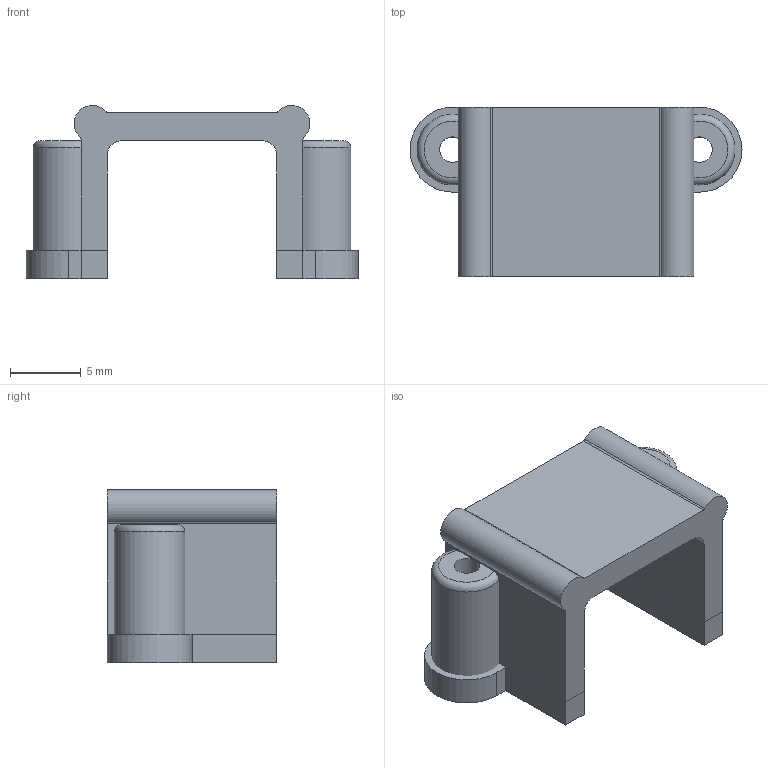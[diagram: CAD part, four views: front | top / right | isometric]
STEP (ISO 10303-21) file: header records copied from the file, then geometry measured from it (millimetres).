
FILE_DESCRIPTION(/* description */ (''),/* implementation_level */ '2;1');
FILE_NAME(/* name */ 'MotorBracket.step',/* time_stamp */ '2023-01-29T12:24:50-08:00',/* author */ (''),/* organization */ (''),/* preprocessor_version */ 'ST-DEVELOPER v19',/* originating_system */ 'Autodesk Translation Framework v11.7.0.108',/* authorisation */ '');
FILE_SCHEMA (('AUTOMOTIVE_DESIGN { 1 0 10303 214 3 1 1 }'));
Length unit declared in the file: millimetre
Products named in the file (1): MotorBracket
Bounding box: 23.5 x 12 x 12.25 mm (x, y, z)
Volume: 1210.8 mm3; surface area: 1619.7 mm2
Topology: 3 solids, 3 shells, 48 faces, 129 edges, 85 vertices
Faces by surface type: plane 28, cylinder 18, torus 2
Full cylindrical faces by diameter (mm): 1.8 x4
Entity records: 1587 total; most frequent: CARTESIAN_POINT 299, DIRECTION 262, ORIENTED_EDGE 258, EDGE_CURVE 129, AXIS2_PLACEMENT_3D 88, LINE 86, VECTOR 86, VERTEX_POINT 85
